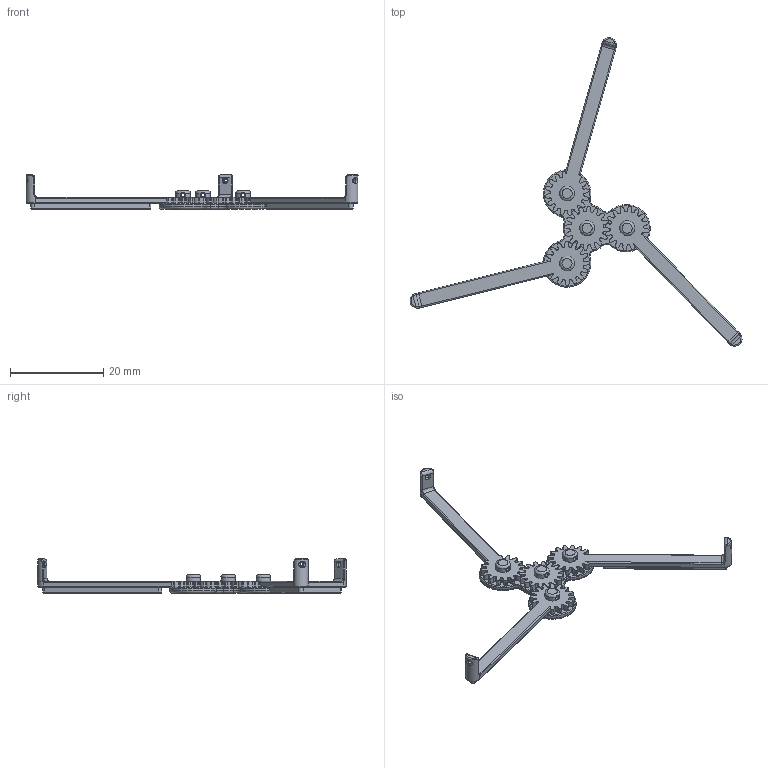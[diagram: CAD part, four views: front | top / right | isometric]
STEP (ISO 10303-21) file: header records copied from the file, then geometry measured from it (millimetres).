
FILE_DESCRIPTION(/* description */ (''),/* implementation_level */ '2;1');
FILE_NAME(/* name */ 'Panastove Adaptor RevNew v20.step',/* time_stamp */ '2018-12-10T16:00:40-05:00',/* author */ ('alexandermcalpine'),/* organization */ (''),/* preprocessor_version */ 'ST-DEVELOPER v17.2',/* originating_system */ 'Autodesk Translation Framework v7.6.0.251',/* authorisation */ '');
FILE_SCHEMA (('AUTOMOTIVE_DESIGN { 1 0 10303 214 3 1 1 }'));
Products named in the file (6): Panastove Adaptor RevNew; Chassis; Planet Wing 1; SUN Spur (16 teeth); Planet Wing 2; Planet Wing 3
Assembly tree (5 placements, depth 2):
  Panastove Adaptor RevNew
    Chassis
    Planet Wing 1
    SUN Spur (16 teeth)
    Planet Wing 2
    Planet Wing 3
Bounding box: 71.14 x 66.07 x 7.37 mm (x, y, z)
Volume: 1220.5 mm3; surface area: 2581.9 mm2
Topology: 5 solids, 5 shells, 648 faces, 1847 edges, 1203 vertices
Faces by surface type: cylinder 299, plane 150, bspline 150, torus 49
Full cylindrical faces by diameter (mm): 0.813 x7, 3.175 x8
Entity records: 57163 total; most frequent: CARTESIAN_POINT 40875, ORIENTED_EDGE 3696, DIRECTION 3231, EDGE_CURVE 1848, AXIS2_PLACEMENT_3D 1208, VERTEX_POINT 1206, LINE 815, VECTOR 815
